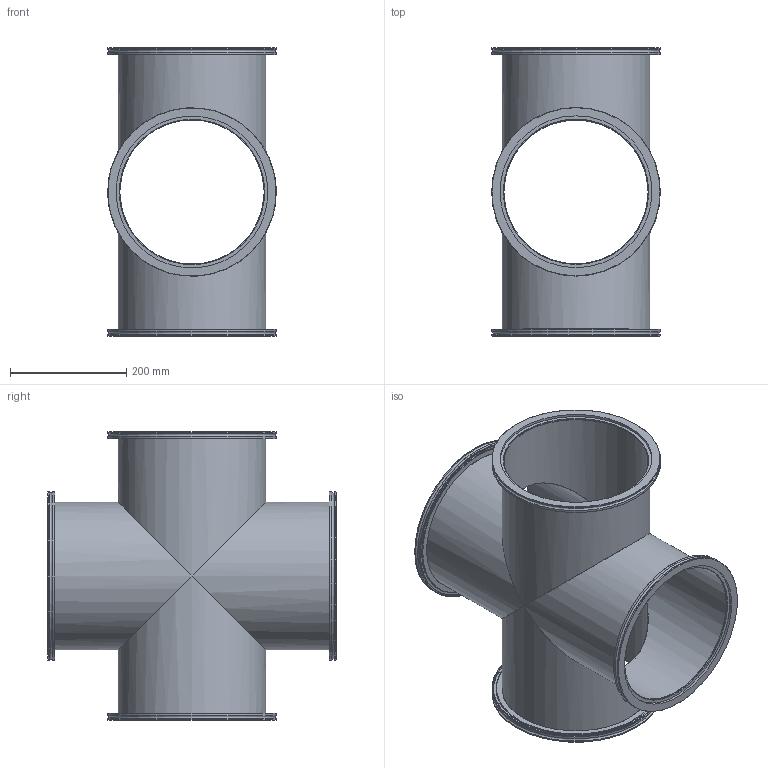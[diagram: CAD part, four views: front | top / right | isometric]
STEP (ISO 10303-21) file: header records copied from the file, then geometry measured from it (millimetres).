
FILE_DESCRIPTION(/* description */ (''),/* implementation_level */ '2;1');
FILE_NAME(/* name */ 'FL-4X250LF.stp',/* time_stamp */ '2019-01-28T09:47:40+00:00',/* author */ ('paul'),/* organization */ (''),/* preprocessor_version */ 'ST-DEVELOPER v17.2',/* originating_system */ 'Autodesk Inventor 2019',/* authorisation */ '');
FILE_SCHEMA (('AUTOMOTIVE_DESIGN { 1 0 10303 214 3 1 1 }'));
Length unit declared in the file: millimetre
Products named in the file (3): FL-4X25KF; Tube; FL-250LF-W
Assembly tree (8 placements, depth 2):
  FL-4X25KF
    Tube  x4
    FL-250LF-W  x4
Bounding box: 290 x 495.4 x 495.4 mm (x, y, z)
Volume: 2147716.3 mm3; surface area: 1277603.1 mm2
Topology: 8 solids, 8 shells, 104 faces, 240 edges, 164 vertices
Faces by surface type: plane 36, cylinder 36, torus 20, cone 12
Full cylindrical faces by diameter (mm): 248 x4, 250 x4, 254 x4, 255 x4, 261 x4, 275 x4, 285 x4, 290 x8
Entity records: 944 total; most frequent: DIRECTION 180, CARTESIAN_POINT 138, ORIENTED_EDGE 120, AXIS2_PLACEMENT_3D 83, EDGE_CURVE 60, CIRCLE 42, VERTEX_POINT 41, EDGE_LOOP 33
